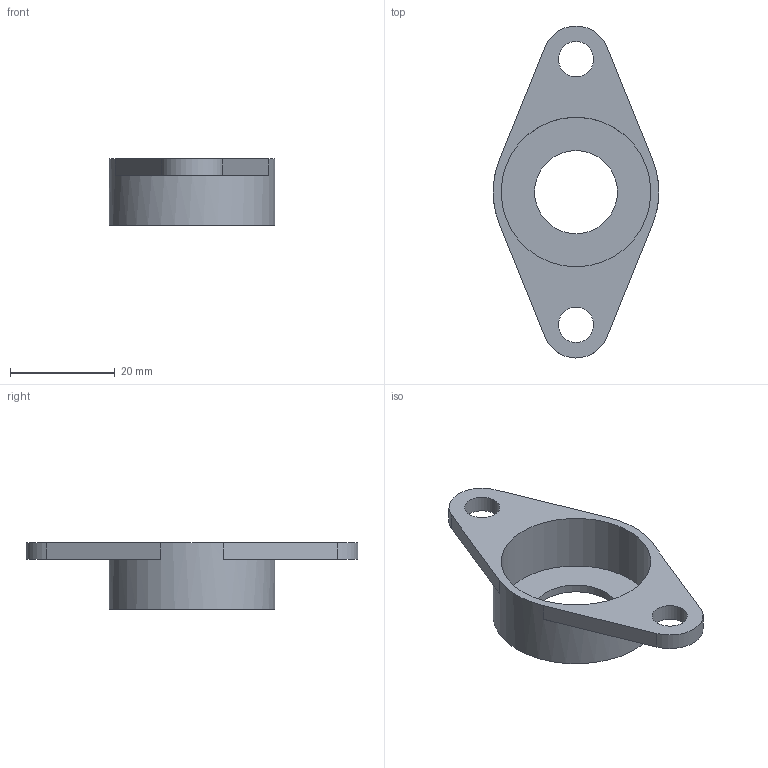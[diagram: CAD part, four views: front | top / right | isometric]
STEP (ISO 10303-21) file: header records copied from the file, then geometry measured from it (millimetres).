
FILE_DESCRIPTION((''),'2;1');
FILE_NAME('bearing block wheel mount.stp','2012-04-25T18:48:55',('Antonella'),(''),'Autodesk Inventor 2012','Autodesk Inventor 2012','');
FILE_SCHEMA(('AUTOMOTIVE_DESIGN { 1 0 10303 214 1 1 1 1 }'));
Length unit declared in the file: inch
Products named in the file (1): bearing block wheel mount
Bounding box: 31.73 x 63.5 x 12.7 mm (x, y, z)
Volume: 4089.5 mm3; surface area: 4768.5 mm2
Topology: 1 solids, 1 shells, 16 faces, 40 edges, 27 vertices
Faces by surface type: plane 9, cylinder 7
Full cylindrical faces by diameter (mm): 6.756 x2, 15.875 x1, 28.626 x1, 31.75 x1
Entity records: 486 total; most frequent: DIRECTION 84, CARTESIAN_POINT 75, ORIENTED_EDGE 66, AXIS2_PLACEMENT_3D 34, EDGE_CURVE 33, EDGE_LOOP 28, VERTEX_POINT 25, CIRCLE 17
